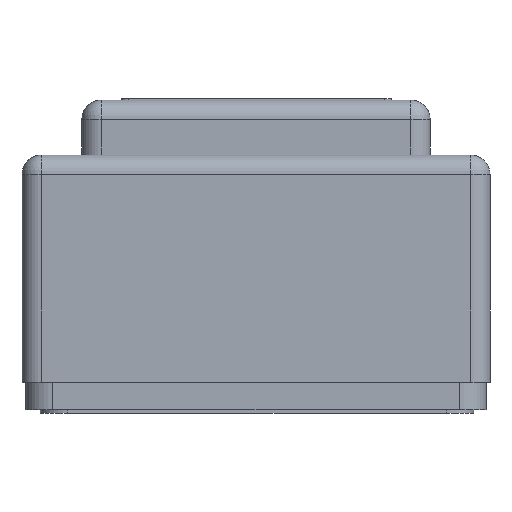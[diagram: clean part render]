
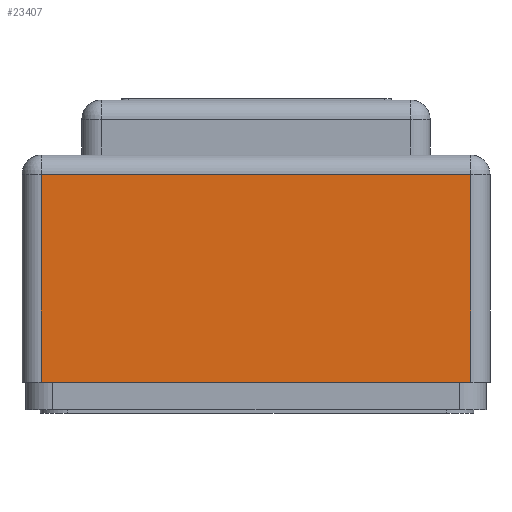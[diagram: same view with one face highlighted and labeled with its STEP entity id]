
A CAD part, left-side view. The second image highlights one B-rep face of the part: STEP entity #23407.
In plain terms, the highlighted face is planar.
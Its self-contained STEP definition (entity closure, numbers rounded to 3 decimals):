
#22686 = CYLINDRICAL_SURFACE('',#22687,1.4);
#22687 = AXIS2_PLACEMENT_3D('',#22688,#22689,#22690);
#22688 = CARTESIAN_POINT('',(-21.2,-15.6,15.1));
#22689 = DIRECTION('',(1.,0.,0.));
#22690 = DIRECTION('',(0.,0.,1.));
#22889 = EDGE_CURVE('',#22890,#22892,#22894,.T.);
#22890 = VERTEX_POINT('',#22891);
#22891 = CARTESIAN_POINT('',(-15.6,-17.,15.1));
#22892 = VERTEX_POINT('',#22893);
#22893 = CARTESIAN_POINT('',(15.6,-17.,15.1));
#22894 = SURFACE_CURVE('',#22895,(#22899,#22906),.PCURVE_S1.);
#22895 = LINE('',#22896,#22897);
#22896 = CARTESIAN_POINT('',(-15.6,-17.,15.1));
#22897 = VECTOR('',#22898,1.);
#22898 = DIRECTION('',(1.,0.,0.));
#22899 = PCURVE('',#22686,#22900);
#22900 = DEFINITIONAL_REPRESENTATION('',(#22901),#22905);
#22901 = LINE('',#22902,#22903);
#22902 = CARTESIAN_POINT('',(1.571,5.6));
#22903 = VECTOR('',#22904,1.);
#22904 = DIRECTION('',(0.,1.));
#22905 = ( GEOMETRIC_REPRESENTATION_CONTEXT(2) 
PARAMETRIC_REPRESENTATION_CONTEXT() REPRESENTATION_CONTEXT('2D SPACE',''
  ) );
#22906 = PCURVE('',#22907,#22912);
#22907 = PLANE('',#22908);
#22908 = AXIS2_PLACEMENT_3D('',#22909,#22910,#22911);
#22909 = CARTESIAN_POINT('',(-17.,-17.,0.));
#22910 = DIRECTION('',(0.,-1.,0.));
#22911 = DIRECTION('',(1.,0.,0.));
#22912 = DEFINITIONAL_REPRESENTATION('',(#22913),#22917);
#22913 = LINE('',#22914,#22915);
#22914 = CARTESIAN_POINT('',(1.4,15.1));
#22915 = VECTOR('',#22916,1.);
#22916 = DIRECTION('',(1.,0.));
#22917 = ( GEOMETRIC_REPRESENTATION_CONTEXT(2) 
PARAMETRIC_REPRESENTATION_CONTEXT() REPRESENTATION_CONTEXT('2D SPACE',''
  ) );
#23407 = ADVANCED_FACE('',(#23408),#22907,.T.);
#23408 = FACE_BOUND('',#23409,.T.);
#23409 = EDGE_LOOP('',(#23410,#23411,#23439,#23467));
#23410 = ORIENTED_EDGE('',*,*,#22889,.F.);
#23411 = ORIENTED_EDGE('',*,*,#23412,.F.);
#23412 = EDGE_CURVE('',#23413,#22890,#23415,.T.);
#23413 = VERTEX_POINT('',#23414);
#23414 = CARTESIAN_POINT('',(-15.6,-17.,0.));
#23415 = SURFACE_CURVE('',#23416,(#23420,#23427),.PCURVE_S1.);
#23416 = LINE('',#23417,#23418);
#23417 = CARTESIAN_POINT('',(-15.6,-17.,0.));
#23418 = VECTOR('',#23419,1.);
#23419 = DIRECTION('',(0.,0.,1.));
#23420 = PCURVE('',#22907,#23421);
#23421 = DEFINITIONAL_REPRESENTATION('',(#23422),#23426);
#23422 = LINE('',#23423,#23424);
#23423 = CARTESIAN_POINT('',(1.4,0.));
#23424 = VECTOR('',#23425,1.);
#23425 = DIRECTION('',(0.,1.));
#23426 = ( GEOMETRIC_REPRESENTATION_CONTEXT(2) 
PARAMETRIC_REPRESENTATION_CONTEXT() REPRESENTATION_CONTEXT('2D SPACE',''
  ) );
#23427 = PCURVE('',#23428,#23433);
#23428 = CYLINDRICAL_SURFACE('',#23429,1.4);
#23429 = AXIS2_PLACEMENT_3D('',#23430,#23431,#23432);
#23430 = CARTESIAN_POINT('',(-15.6,-15.6,-5.6));
#23431 = DIRECTION('',(0.,0.,-1.));
#23432 = DIRECTION('',(0.,-1.,0.));
#23433 = DEFINITIONAL_REPRESENTATION('',(#23434),#23438);
#23434 = LINE('',#23435,#23436);
#23435 = CARTESIAN_POINT('',(0.,-5.6));
#23436 = VECTOR('',#23437,1.);
#23437 = DIRECTION('',(0.,-1.));
#23438 = ( GEOMETRIC_REPRESENTATION_CONTEXT(2) 
PARAMETRIC_REPRESENTATION_CONTEXT() REPRESENTATION_CONTEXT('2D SPACE',''
  ) );
#23439 = ORIENTED_EDGE('',*,*,#23440,.T.);
#23440 = EDGE_CURVE('',#23413,#23441,#23443,.T.);
#23441 = VERTEX_POINT('',#23442);
#23442 = CARTESIAN_POINT('',(15.6,-17.,0.));
#23443 = SURFACE_CURVE('',#23444,(#23448,#23455),.PCURVE_S1.);
#23444 = LINE('',#23445,#23446);
#23445 = CARTESIAN_POINT('',(-15.6,-17.,0.));
#23446 = VECTOR('',#23447,1.);
#23447 = DIRECTION('',(1.,0.,0.));
#23448 = PCURVE('',#22907,#23449);
#23449 = DEFINITIONAL_REPRESENTATION('',(#23450),#23454);
#23450 = LINE('',#23451,#23452);
#23451 = CARTESIAN_POINT('',(1.4,0.));
#23452 = VECTOR('',#23453,1.);
#23453 = DIRECTION('',(1.,0.));
#23454 = ( GEOMETRIC_REPRESENTATION_CONTEXT(2) 
PARAMETRIC_REPRESENTATION_CONTEXT() REPRESENTATION_CONTEXT('2D SPACE',''
  ) );
#23455 = PCURVE('',#23456,#23461);
#23456 = PLANE('',#23457);
#23457 = AXIS2_PLACEMENT_3D('',#23458,#23459,#23460);
#23458 = CARTESIAN_POINT('',(0.,0.,0.));
#23459 = DIRECTION('',(0.,0.,1.));
#23460 = DIRECTION('',(-1.,0.,0.));
#23461 = DEFINITIONAL_REPRESENTATION('',(#23462),#23466);
#23462 = LINE('',#23463,#23464);
#23463 = CARTESIAN_POINT('',(15.6,17.));
#23464 = VECTOR('',#23465,1.);
#23465 = DIRECTION('',(-1.,0.));
#23466 = ( GEOMETRIC_REPRESENTATION_CONTEXT(2) 
PARAMETRIC_REPRESENTATION_CONTEXT() REPRESENTATION_CONTEXT('2D SPACE',''
  ) );
#23467 = ORIENTED_EDGE('',*,*,#23468,.T.);
#23468 = EDGE_CURVE('',#23441,#22892,#23469,.T.);
#23469 = SURFACE_CURVE('',#23470,(#23474,#23481),.PCURVE_S1.);
#23470 = LINE('',#23471,#23472);
#23471 = CARTESIAN_POINT('',(15.6,-17.,0.));
#23472 = VECTOR('',#23473,1.);
#23473 = DIRECTION('',(0.,0.,1.));
#23474 = PCURVE('',#22907,#23475);
#23475 = DEFINITIONAL_REPRESENTATION('',(#23476),#23480);
#23476 = LINE('',#23477,#23478);
#23477 = CARTESIAN_POINT('',(32.6,0.));
#23478 = VECTOR('',#23479,1.);
#23479 = DIRECTION('',(0.,1.));
#23480 = ( GEOMETRIC_REPRESENTATION_CONTEXT(2) 
PARAMETRIC_REPRESENTATION_CONTEXT() REPRESENTATION_CONTEXT('2D SPACE',''
  ) );
#23481 = PCURVE('',#23482,#23487);
#23482 = CYLINDRICAL_SURFACE('',#23483,1.4);
#23483 = AXIS2_PLACEMENT_3D('',#23484,#23485,#23486);
#23484 = CARTESIAN_POINT('',(15.6,-15.6,-5.6));
#23485 = DIRECTION('',(0.,0.,-1.));
#23486 = DIRECTION('',(1.,0.,0.));
#23487 = DEFINITIONAL_REPRESENTATION('',(#23488),#23492);
#23488 = LINE('',#23489,#23490);
#23489 = CARTESIAN_POINT('',(1.571,-5.6));
#23490 = VECTOR('',#23491,1.);
#23491 = DIRECTION('',(0.,-1.));
#23492 = ( GEOMETRIC_REPRESENTATION_CONTEXT(2) 
PARAMETRIC_REPRESENTATION_CONTEXT() REPRESENTATION_CONTEXT('2D SPACE',''
  ) );
